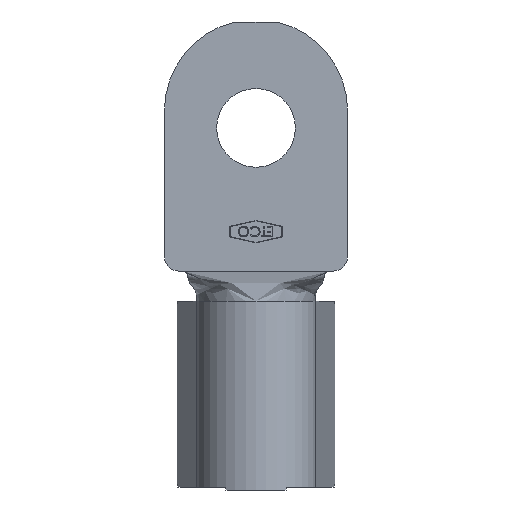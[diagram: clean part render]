
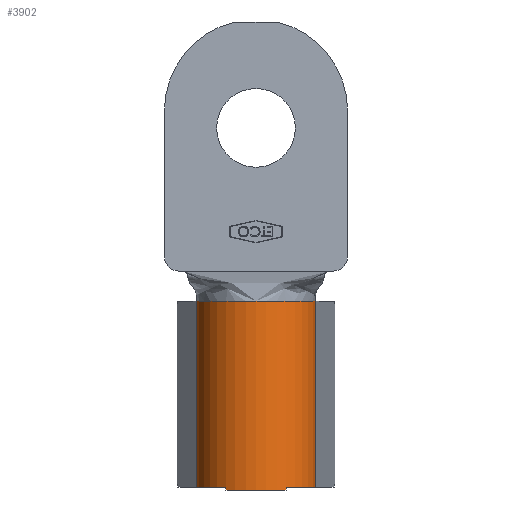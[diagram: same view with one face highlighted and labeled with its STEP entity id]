
A CAD part, front view. The second image highlights one B-rep face of the part: STEP entity #3902.
In plain terms, the highlighted cylindrical face has radius 5.334 mm (diameter 10.668 mm), a partial arc.
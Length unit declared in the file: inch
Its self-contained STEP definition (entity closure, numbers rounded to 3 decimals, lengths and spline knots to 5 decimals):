
#66 = FACE_OUTER_BOUND ( 'NONE', #2938, .T. ) ;
#100 = AXIS2_PLACEMENT_3D ( 'NONE', #927, #4737, #3728 ) ;
#300 = DIRECTION ( 'NONE',  ( -1., 0., 0. ) ) ;
#655 = CARTESIAN_POINT ( 'NONE',  ( 0., 0., 0. ) ) ;
#703 = VERTEX_POINT ( 'NONE', #1485 ) ;
#781 = EDGE_CURVE ( 'NONE', #6708, #2970, #3516, .T. ) ;
#927 = CARTESIAN_POINT ( 'NONE',  ( 0., 0., 0.65 ) ) ;
#1153 = VECTOR ( 'NONE', #5571, 39.37008 ) ;
#1197 = DIRECTION ( 'NONE',  ( 1., 0., 0. ) ) ;
#1200 = CARTESIAN_POINT ( 'NONE',  ( 0.105, -0.18187, -0.01 ) ) ;
#1289 = VERTEX_POINT ( 'NONE', #3885 ) ;
#1408 = CIRCLE ( 'NONE', #5218, 0.21 ) ;
#1485 = CARTESIAN_POINT ( 'NONE',  ( -0.105, -0.18187, 0. ) ) ;
#1513 = CARTESIAN_POINT ( 'NONE',  ( -0.20686, -0.03617, 0. ) ) ;
#1629 = ORIENTED_EDGE ( 'NONE', *, *, #1886, .T. ) ;
#1666 = VECTOR ( 'NONE', #3525, 39.37008 ) ;
#1671 = ORIENTED_EDGE ( 'NONE', *, *, #5858, .F. ) ;
#1886 = EDGE_CURVE ( 'NONE', #2970, #703, #3506, .T. ) ;
#1981 = VERTEX_POINT ( 'NONE', #1200 ) ;
#2049 = ORIENTED_EDGE ( 'NONE', *, *, #2846, .F. ) ;
#2146 = CARTESIAN_POINT ( 'NONE',  ( 0.105, -0.18187, 0. ) ) ;
#2531 = CARTESIAN_POINT ( 'NONE',  ( -0.105, -0.18187, -0.01 ) ) ;
#2646 = VECTOR ( 'NONE', #5801, 39.37008 ) ;
#2687 = EDGE_CURVE ( 'NONE', #2953, #1289, #5762, .T. ) ;
#2804 = CARTESIAN_POINT ( 'NONE',  ( 0.105, -0.18187, -0.01 ) ) ;
#2846 = EDGE_CURVE ( 'NONE', #6708, #5380, #6286, .T. ) ;
#2938 = EDGE_LOOP ( 'NONE', ( #1629, #3463, #1671, #6041, #6397, #6468, #2049, #5721 ) ) ;
#2942 = CYLINDRICAL_SURFACE ( 'NONE', #100, 0.21 ) ;
#2953 = VERTEX_POINT ( 'NONE', #2146 ) ;
#2970 = VERTEX_POINT ( 'NONE', #1513 ) ;
#3157 = CARTESIAN_POINT ( 'NONE',  ( 0., 0., 0.65 ) ) ;
#3463 = ORIENTED_EDGE ( 'NONE', *, *, #6164, .F. ) ;
#3506 = CIRCLE ( 'NONE', #4496, 0.21 ) ;
#3516 = LINE ( 'NONE', #3542, #1666 ) ;
#3524 = EDGE_CURVE ( 'NONE', #5380, #1289, #5824, .T. ) ;
#3525 = DIRECTION ( 'NONE',  ( 0., 0., -1. ) ) ;
#3542 = CARTESIAN_POINT ( 'NONE',  ( -0.20686, -0.03617, 0.65 ) ) ;
#3639 = DIRECTION ( 'NONE',  ( 0., 0., -1. ) ) ;
#3654 = DIRECTION ( 'NONE',  ( 1., 0., 0. ) ) ;
#3728 = DIRECTION ( 'NONE',  ( -1., 0., 0. ) ) ;
#3885 = CARTESIAN_POINT ( 'NONE',  ( 0.20686, -0.03617, 0. ) ) ;
#3902 = ADVANCED_FACE ( 'NONE', ( #66 ), #2942, .T. ) ;
#3934 = AXIS2_PLACEMENT_3D ( 'NONE', #655, #4458, #1197 ) ;
#4161 = CARTESIAN_POINT ( 'NONE',  ( 0.20686, -0.03617, 0.65 ) ) ;
#4249 = DIRECTION ( 'NONE',  ( 1., 0., 0. ) ) ;
#4300 = DIRECTION ( 'NONE',  ( 0., 0., 1. ) ) ;
#4322 = CARTESIAN_POINT ( 'NONE',  ( 0., 0., 0. ) ) ;
#4458 = DIRECTION ( 'NONE',  ( 0., 0., 1. ) ) ;
#4495 = VECTOR ( 'NONE', #6122, 39.37008 ) ;
#4496 = AXIS2_PLACEMENT_3D ( 'NONE', #4322, #4300, #4249 ) ;
#4640 = CARTESIAN_POINT ( 'NONE',  ( 0.20686, -0.03617, 0.65 ) ) ;
#4737 = DIRECTION ( 'NONE',  ( 0., 0., -1. ) ) ;
#4882 = EDGE_CURVE ( 'NONE', #1981, #2953, #5367, .T. ) ;
#5057 = VERTEX_POINT ( 'NONE', #6754 ) ;
#5218 = AXIS2_PLACEMENT_3D ( 'NONE', #6601, #3639, #300 ) ;
#5367 = LINE ( 'NONE', #2804, #2646 ) ;
#5380 = VERTEX_POINT ( 'NONE', #4161 ) ;
#5571 = DIRECTION ( 'NONE',  ( 0., 0., 1. ) ) ;
#5721 = ORIENTED_EDGE ( 'NONE', *, *, #781, .T. ) ;
#5762 = CIRCLE ( 'NONE', #3934, 0.21 ) ;
#5801 = DIRECTION ( 'NONE',  ( 0., 0., 1. ) ) ;
#5824 = LINE ( 'NONE', #4640, #4495 ) ;
#5858 = EDGE_CURVE ( 'NONE', #1981, #5057, #1408, .T. ) ;
#6041 = ORIENTED_EDGE ( 'NONE', *, *, #4882, .T. ) ;
#6122 = DIRECTION ( 'NONE',  ( 0., 0., -1. ) ) ;
#6164 = EDGE_CURVE ( 'NONE', #5057, #703, #6543, .T. ) ;
#6286 = CIRCLE ( 'NONE', #6299, 0.21 ) ;
#6299 = AXIS2_PLACEMENT_3D ( 'NONE', #3157, #6614, #3654 ) ;
#6397 = ORIENTED_EDGE ( 'NONE', *, *, #2687, .T. ) ;
#6468 = ORIENTED_EDGE ( 'NONE', *, *, #3524, .F. ) ;
#6543 = LINE ( 'NONE', #2531, #1153 ) ;
#6559 = CARTESIAN_POINT ( 'NONE',  ( -0.20686, -0.03617, 0.65 ) ) ;
#6601 = CARTESIAN_POINT ( 'NONE',  ( 0., 0., -0.01 ) ) ;
#6614 = DIRECTION ( 'NONE',  ( 0., 0., 1. ) ) ;
#6708 = VERTEX_POINT ( 'NONE', #6559 ) ;
#6754 = CARTESIAN_POINT ( 'NONE',  ( -0.105, -0.18187, -0.01 ) ) ;
